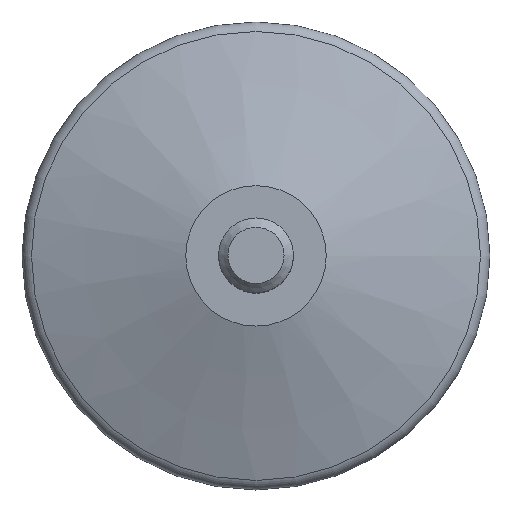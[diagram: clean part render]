
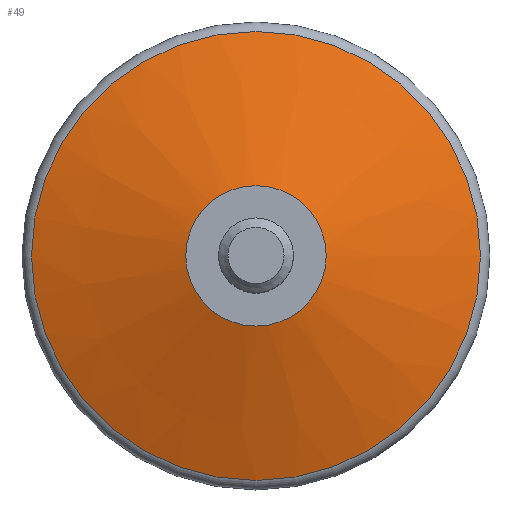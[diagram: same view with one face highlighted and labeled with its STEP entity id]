
A CAD part, top view. The second image highlights one B-rep face of the part: STEP entity #49.
In plain terms, the highlighted conical face has half-angle 71.075 degrees and reference radius 25 mm.
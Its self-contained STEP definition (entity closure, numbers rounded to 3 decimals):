
#49 = ADVANCED_FACE( '', ( #98, #99 ), #100, .T. );
#98 = FACE_OUTER_BOUND( '', #139, .T. );
#99 = FACE_BOUND( '', #140, .T. );
#100 = CONICAL_SURFACE( '', #141, 25., 1.24 );
#139 = EDGE_LOOP( '', ( #190 ) );
#140 = EDGE_LOOP( '', ( #191 ) );
#141 = AXIS2_PLACEMENT_3D( '', #192, #193, #194 );
#190 = ORIENTED_EDGE( '', *, *, #207, .T. );
#191 = ORIENTED_EDGE( '', *, *, #210, .F. );
#192 = CARTESIAN_POINT( '', ( 0., 0., 6. ) );
#193 = DIRECTION( '', ( 0., 0., -1. ) );
#194 = DIRECTION( '', ( -1., 0., 0. ) );
#207 = EDGE_CURVE( '', #230, #230, #231, .T. );
#210 = EDGE_CURVE( '', #234, #234, #235, .T. );
#230 = VERTEX_POINT( '', #255 );
#231 = CIRCLE( '', #256, 23.986 );
#234 = VERTEX_POINT( '', #259 );
#235 = CIRCLE( '', #260, 7.5 );
#255 = CARTESIAN_POINT( '', ( 23.986, 0., 6.347 ) );
#256 = AXIS2_PLACEMENT_3D( '', #280, #281, #282 );
#259 = CARTESIAN_POINT( '', ( 7.5, 0., 12. ) );
#260 = AXIS2_PLACEMENT_3D( '', #283, #284, #285 );
#280 = CARTESIAN_POINT( '', ( 0., 0., 6.347 ) );
#281 = DIRECTION( '', ( 0., 0., 1. ) );
#282 = DIRECTION( '', ( 1., 0., 0. ) );
#283 = CARTESIAN_POINT( '', ( 0., 0., 12. ) );
#284 = DIRECTION( '', ( 0., 0., 1. ) );
#285 = DIRECTION( '', ( 1., 0., 0. ) );
